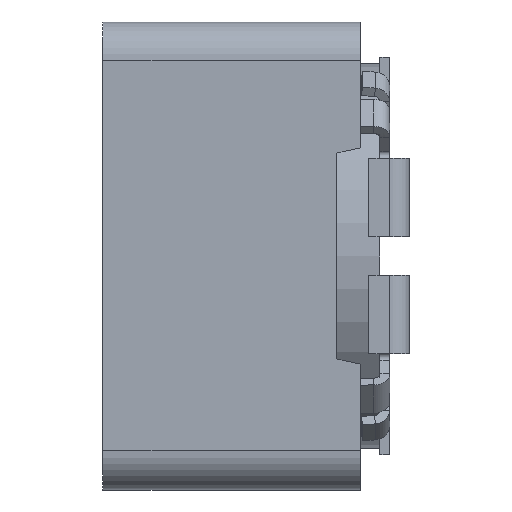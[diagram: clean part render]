
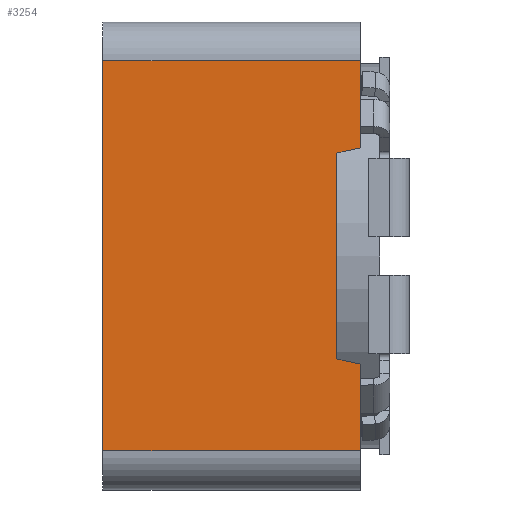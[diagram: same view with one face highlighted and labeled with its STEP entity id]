
A CAD part, left-side view. The second image highlights one B-rep face of the part: STEP entity #3254.
In plain terms, the highlighted face is planar.
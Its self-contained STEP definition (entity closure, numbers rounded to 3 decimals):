
#16 = DIRECTION ( 'NONE',  ( 0., -1., 0. ) ) ;
#67 = DIRECTION ( 'NONE',  ( 0., 0., 1. ) ) ;
#338 = LINE ( 'NONE', #3743, #6184 ) ;
#522 = LINE ( 'NONE', #4911, #1141 ) ;
#624 = DIRECTION ( 'NONE',  ( 0., 0., -1. ) ) ;
#663 = CARTESIAN_POINT ( 'NONE',  ( 6., 6.6, 5. ) ) ;
#672 = VECTOR ( 'NONE', #1745, 1000. ) ;
#756 = ORIENTED_EDGE ( 'NONE', *, *, #4894, .T. ) ;
#872 = ORIENTED_EDGE ( 'NONE', *, *, #8588, .F. ) ;
#949 = DIRECTION ( 'NONE',  ( 0., 1., 0. ) ) ;
#1035 = CARTESIAN_POINT ( 'NONE',  ( 6., 6.6, 6. ) ) ;
#1081 = FACE_OUTER_BOUND ( 'NONE', #2347, .T. ) ;
#1141 = VECTOR ( 'NONE', #949, 1000. ) ;
#1177 = CARTESIAN_POINT ( 'NONE',  ( 6., 6.6, 6. ) ) ;
#1288 = CARTESIAN_POINT ( 'NONE',  ( 6., 0., -5. ) ) ;
#1324 = ORIENTED_EDGE ( 'NONE', *, *, #5923, .F. ) ;
#1425 = VECTOR ( 'NONE', #7613, 1000. ) ;
#1483 = DIRECTION ( 'NONE',  ( 0., 0., 1. ) ) ;
#1555 = VERTEX_POINT ( 'NONE', #4407 ) ;
#1626 = CARTESIAN_POINT ( 'NONE',  ( 6., 6.6, -5. ) ) ;
#1745 = DIRECTION ( 'NONE',  ( 0., 0., -1. ) ) ;
#1807 = ORIENTED_EDGE ( 'NONE', *, *, #3137, .T. ) ;
#2005 = VERTEX_POINT ( 'NONE', #1626 ) ;
#2012 = VECTOR ( 'NONE', #16, 1000. ) ;
#2078 = EDGE_CURVE ( 'NONE', #6903, #3555, #3165, .T. ) ;
#2299 = CARTESIAN_POINT ( 'NONE',  ( 6., 0., 5. ) ) ;
#2347 = EDGE_LOOP ( 'NONE', ( #7230, #1807, #1324, #4650, #5229, #8170, #872, #756 ) ) ;
#2419 = CARTESIAN_POINT ( 'NONE',  ( 6., 6.6, 6. ) ) ;
#2564 = CARTESIAN_POINT ( 'NONE',  ( 6., 6.6, -2.775 ) ) ;
#2699 = AXIS2_PLACEMENT_3D ( 'NONE', #1177, #8102, #67 ) ;
#2702 = EDGE_CURVE ( 'NONE', #6648, #6903, #6828, .T. ) ;
#2793 = LINE ( 'NONE', #2564, #3826 ) ;
#3027 = DIRECTION ( 'NONE',  ( 0., 0.976, 0.22 ) ) ;
#3137 = EDGE_CURVE ( 'NONE', #5664, #1555, #338, .T. ) ;
#3165 = LINE ( 'NONE', #6389, #1425 ) ;
#3254 = ADVANCED_FACE ( 'NONE', ( #1081 ), #4566, .F. ) ;
#3460 = VERTEX_POINT ( 'NONE', #6228 ) ;
#3555 = VERTEX_POINT ( 'NONE', #1288 ) ;
#3743 = CARTESIAN_POINT ( 'NONE',  ( 6., 6., 2.64 ) ) ;
#3826 = VECTOR ( 'NONE', #5142, 1000. ) ;
#4153 = CARTESIAN_POINT ( 'NONE',  ( 6., 6., 2.64 ) ) ;
#4407 = CARTESIAN_POINT ( 'NONE',  ( 6., 6.6, 2.775 ) ) ;
#4566 = PLANE ( 'NONE',  #2699 ) ;
#4649 = EDGE_CURVE ( 'NONE', #3460, #5664, #8038, .T. ) ;
#4650 = ORIENTED_EDGE ( 'NONE', *, *, #2702, .T. ) ;
#4778 = CARTESIAN_POINT ( 'NONE',  ( 6., 6., -2.64 ) ) ;
#4894 = EDGE_CURVE ( 'NONE', #5918, #3460, #2793, .T. ) ;
#4911 = CARTESIAN_POINT ( 'NONE',  ( 6., 6.6, -5. ) ) ;
#5142 = DIRECTION ( 'NONE',  ( 0., -0.976, 0.22 ) ) ;
#5229 = ORIENTED_EDGE ( 'NONE', *, *, #2078, .T. ) ;
#5234 = LINE ( 'NONE', #1035, #672 ) ;
#5267 = EDGE_CURVE ( 'NONE', #3555, #2005, #522, .T. ) ;
#5664 = VERTEX_POINT ( 'NONE', #4153 ) ;
#5727 = VECTOR ( 'NONE', #1483, 1000. ) ;
#5918 = VERTEX_POINT ( 'NONE', #6527 ) ;
#5923 = EDGE_CURVE ( 'NONE', #6648, #1555, #8524, .T. ) ;
#5955 = CARTESIAN_POINT ( 'NONE',  ( 6., 6.6, 5. ) ) ;
#6184 = VECTOR ( 'NONE', #3027, 1000. ) ;
#6228 = CARTESIAN_POINT ( 'NONE',  ( 6., 6., -2.64 ) ) ;
#6389 = CARTESIAN_POINT ( 'NONE',  ( 6., 0., 6. ) ) ;
#6527 = CARTESIAN_POINT ( 'NONE',  ( 6., 6.6, -2.775 ) ) ;
#6648 = VERTEX_POINT ( 'NONE', #5955 ) ;
#6756 = VECTOR ( 'NONE', #624, 1000. ) ;
#6828 = LINE ( 'NONE', #663, #2012 ) ;
#6903 = VERTEX_POINT ( 'NONE', #2299 ) ;
#7230 = ORIENTED_EDGE ( 'NONE', *, *, #4649, .T. ) ;
#7613 = DIRECTION ( 'NONE',  ( 0., 0., -1. ) ) ;
#8038 = LINE ( 'NONE', #4778, #5727 ) ;
#8102 = DIRECTION ( 'NONE',  ( -1., 0., 0. ) ) ;
#8170 = ORIENTED_EDGE ( 'NONE', *, *, #5267, .T. ) ;
#8524 = LINE ( 'NONE', #2419, #6756 ) ;
#8588 = EDGE_CURVE ( 'NONE', #5918, #2005, #5234, .T. ) ;
